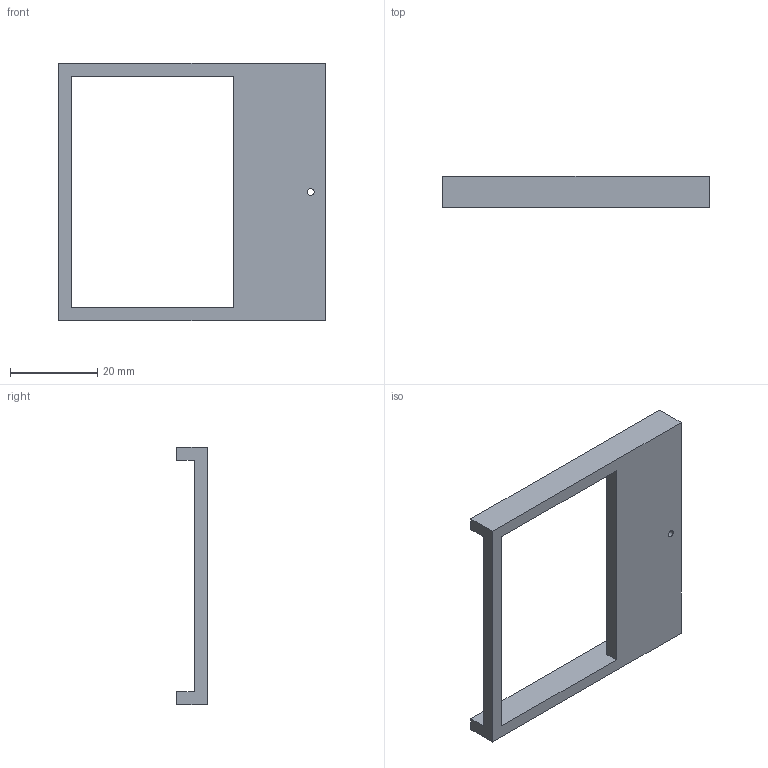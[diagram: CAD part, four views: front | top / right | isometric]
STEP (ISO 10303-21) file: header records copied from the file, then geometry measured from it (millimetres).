
FILE_DESCRIPTION(/* description */ (''),/* implementation_level */ '2;1');
FILE_NAME(/* name */ 'Module Holder V1.stp',/* time_stamp */ '2024-06-04T13:33:10-04:00',/* author */ ('cfang'),/* organization */ (''),/* preprocessor_version */ 'ST-DEVELOPER v20',/* originating_system */ 'Autodesk Inventor 2025',/* authorisation */ '');
FILE_SCHEMA (('AUTOMOTIVE_DESIGN { 1 0 10303 214 3 1 1 }'));
Length unit declared in the file: millimetre
Products named in the file (1): Module Holder V1
Bounding box: 61 x 7 x 59 mm (x, y, z)
Volume: 6345.7 mm3; surface area: 5540.9 mm2
Topology: 1 solids, 1 shells, 15 faces, 42 edges, 28 vertices
Faces by surface type: plane 14, cylinder 1
Full cylindrical faces by diameter (mm): 1.567 x1
Entity records: 529 total; most frequent: CARTESIAN_POINT 86, ORIENTED_EDGE 84, DIRECTION 76, EDGE_CURVE 42, LINE 40, VECTOR 40, VERTEX_POINT 28, EDGE_LOOP 18
